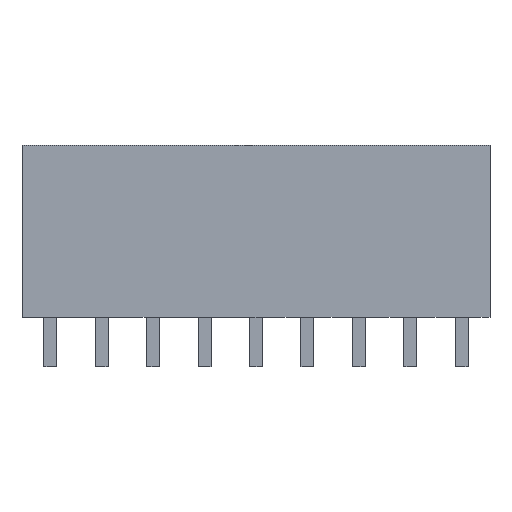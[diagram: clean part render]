
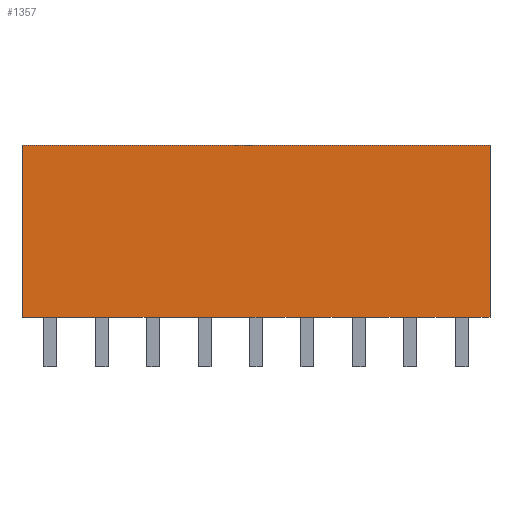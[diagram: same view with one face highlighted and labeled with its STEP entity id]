
A CAD part, top view. The second image highlights one B-rep face of the part: STEP entity #1357.
In plain terms, the highlighted planar face has unit normal (0, 0, 1).
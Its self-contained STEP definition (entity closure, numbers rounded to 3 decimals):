
#410 = DIRECTION ( 'NONE',  ( 0., 0., 1. ) ) ;
#1357 = ADVANCED_FACE ( 'NONE', ( #15001 ), #1991, .T. ) ;
#1927 = ORIENTED_EDGE ( 'NONE', *, *, #20353, .F. ) ;
#1991 = PLANE ( 'NONE',  #16210 ) ;
#2259 = VERTEX_POINT ( 'NONE', #17272 ) ;
#3408 = DIRECTION ( 'NONE',  ( 0., 1., 0. ) ) ;
#4068 = VERTEX_POINT ( 'NONE', #6547 ) ;
#5294 = DIRECTION ( 'NONE',  ( 1., 0., 0. ) ) ;
#5877 = ORIENTED_EDGE ( 'NONE', *, *, #8826, .F. ) ;
#5938 = CARTESIAN_POINT ( 'NONE',  ( 11.555, 0., 2.5 ) ) ;
#6419 = EDGE_CURVE ( 'NONE', #2259, #4068, #10372, .T. ) ;
#6491 = LINE ( 'NONE', #17587, #20447 ) ;
#6547 = CARTESIAN_POINT ( 'NONE',  ( 11.555, 0., 2.5 ) ) ;
#7024 = VERTEX_POINT ( 'NONE', #9035 ) ;
#8065 = EDGE_CURVE ( 'NONE', #4068, #7024, #18447, .T. ) ;
#8471 = CARTESIAN_POINT ( 'NONE',  ( -11.555, 4.25, 2.5 ) ) ;
#8826 = EDGE_CURVE ( 'NONE', #19790, #7024, #15219, .T. ) ;
#9035 = CARTESIAN_POINT ( 'NONE',  ( 11.555, 8.5, 2.5 ) ) ;
#9111 = CARTESIAN_POINT ( 'NONE',  ( -11.555, 0., 2.5 ) ) ;
#9318 = VECTOR ( 'NONE', #17038, 1000. ) ;
#10372 = LINE ( 'NONE', #9111, #9318 ) ;
#10877 = DIRECTION ( 'NONE',  ( 1., 0., 0. ) ) ;
#14828 = ORIENTED_EDGE ( 'NONE', *, *, #6419, .T. ) ;
#15001 = FACE_OUTER_BOUND ( 'NONE', #19571, .T. ) ;
#15074 = CARTESIAN_POINT ( 'NONE',  ( -11.555, 8.5, 2.5 ) ) ;
#15219 = LINE ( 'NONE', #15535, #20593 ) ;
#15535 = CARTESIAN_POINT ( 'NONE',  ( -11.555, 8.5, 2.5 ) ) ;
#16210 = AXIS2_PLACEMENT_3D ( 'NONE', #8471, #410, #5294 ) ;
#16942 = DIRECTION ( 'NONE',  ( 0., 1., 0. ) ) ;
#17038 = DIRECTION ( 'NONE',  ( 1., 0., 0. ) ) ;
#17176 = VECTOR ( 'NONE', #16942, 1000. ) ;
#17272 = CARTESIAN_POINT ( 'NONE',  ( -11.555, 0., 2.5 ) ) ;
#17587 = CARTESIAN_POINT ( 'NONE',  ( -11.555, 0., 2.5 ) ) ;
#18447 = LINE ( 'NONE', #5938, #17176 ) ;
#19571 = EDGE_LOOP ( 'NONE', ( #19971, #5877, #1927, #14828 ) ) ;
#19790 = VERTEX_POINT ( 'NONE', #15074 ) ;
#19971 = ORIENTED_EDGE ( 'NONE', *, *, #8065, .T. ) ;
#20353 = EDGE_CURVE ( 'NONE', #2259, #19790, #6491, .T. ) ;
#20447 = VECTOR ( 'NONE', #3408, 1000. ) ;
#20593 = VECTOR ( 'NONE', #10877, 1000. ) ;
